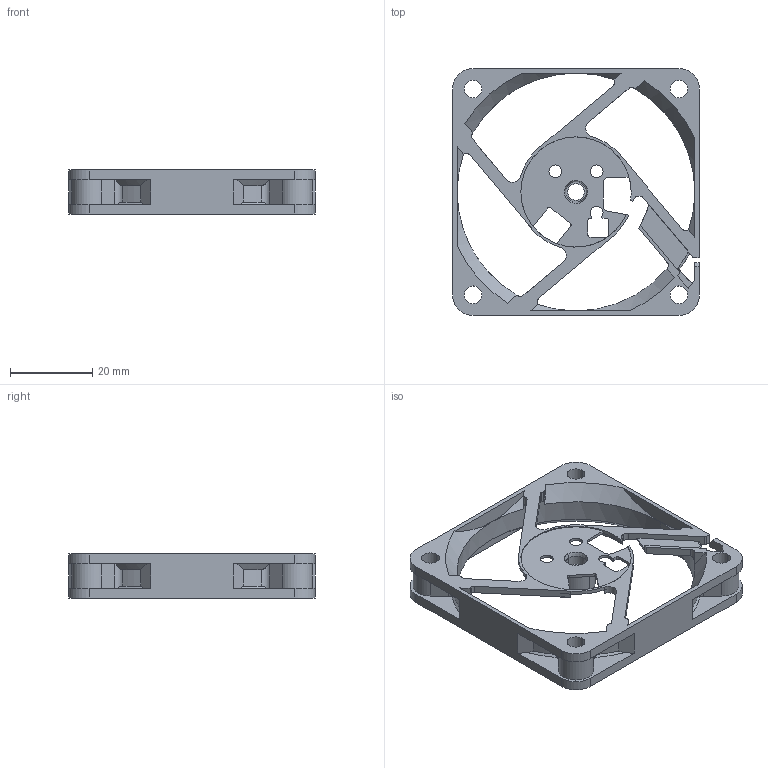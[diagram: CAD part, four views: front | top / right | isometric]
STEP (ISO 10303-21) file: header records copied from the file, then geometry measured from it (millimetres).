
FILE_DESCRIPTION (( 'STEP AP203' ), '1' );
FILE_NAME ('OD6010 m0 Frame Only.stp', '2021-08-17T14:17:47', ( '' ), ( '' ), 'SwSTEP 2.0', 'SolidWorks 2018', '' );
FILE_SCHEMA (( 'CONFIG_CONTROL_DESIGN' ));
Length unit declared in the file: millimetre
Products named in the file (1): OD6010 m0 Frame Only
Bounding box: 60 x 60 x 10.7 mm (x, y, z)
Volume: 7312.3 mm3; surface area: 10141 mm2
Topology: 1 solids, 1 shells, 253 faces, 713 edges, 466 vertices
Faces by surface type: cylinder 110, plane 102, cone 36, torus 5
Entity records: 9331 total; most frequent: CARTESIAN_POINT 2644, ORIENTED_EDGE 1426, DIRECTION 1362, EDGE_CURVE 713, AXIS2_PLACEMENT_3D 508, VERTEX_POINT 466, VECTOR 346, LINE 346
